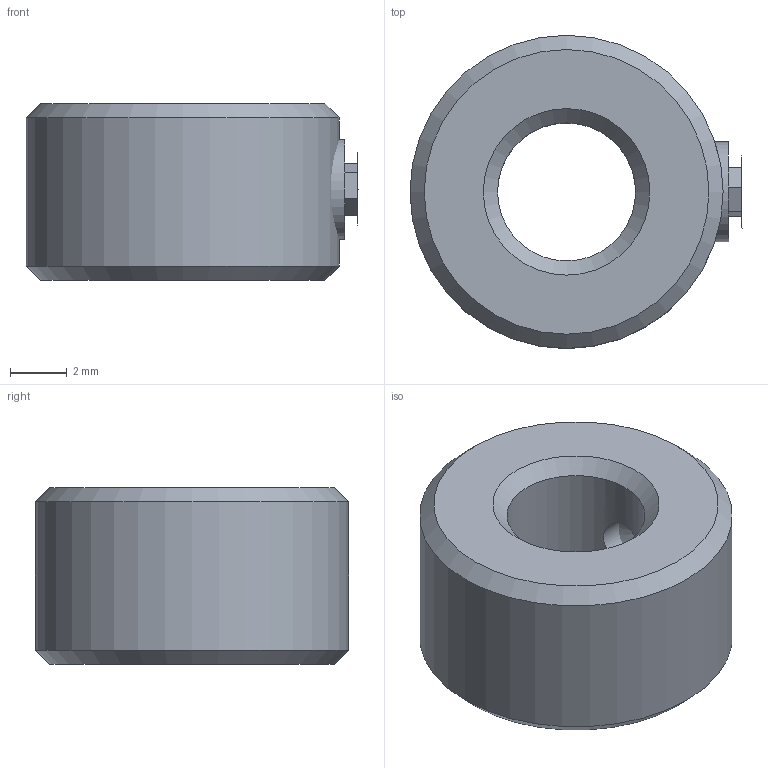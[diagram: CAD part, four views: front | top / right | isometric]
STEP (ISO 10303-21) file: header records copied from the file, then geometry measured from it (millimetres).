
FILE_DESCRIPTION(/* description */ (''),/* implementation_level */ '2;1');
FILE_NAME(/* name */ '39092_TXM-AxleSetCollars v1.step',/* time_stamp */ '2020-10-25T13:42:57-04:00',/* author */ (''),/* organization */ (''),/* preprocessor_version */ 'ST-DEVELOPER v18.1',/* originating_system */ 'Autodesk Translation Framework v9.3.0.1241',/* authorisation */ '');
FILE_SCHEMA (('AUTOMOTIVE_DESIGN { 1 0 10303 214 3 1 1 }'));
Length unit declared in the file: millimetre
Products named in the file (1): 39092_TXM-AxleSetCollars
Bounding box: 11.66 x 11 x 6.2 mm (x, y, z)
Volume: 477.2 mm3; surface area: 503 mm2
Topology: 2 solids, 2 shells, 23 faces, 55 edges, 36 vertices
Faces by surface type: plane 10, cone 7, cylinder 4, bspline 2
Full cylindrical faces by diameter (mm): 1.778 x1, 3.505 x1, 4.85 x1, 11 x1
Entity records: 953 total; most frequent: CARTESIAN_POINT 346, ORIENTED_EDGE 108, DIRECTION 107, EDGE_CURVE 54, AXIS2_PLACEMENT_3D 38, VERTEX_POINT 36, LINE 31, VECTOR 31
